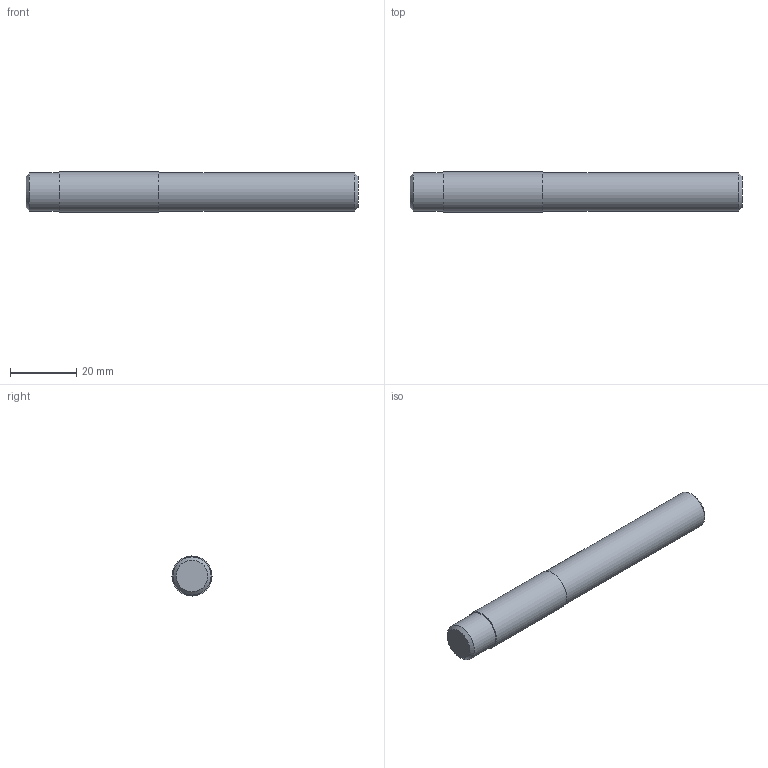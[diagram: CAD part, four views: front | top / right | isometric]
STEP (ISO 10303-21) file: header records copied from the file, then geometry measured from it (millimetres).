
FILE_DESCRIPTION(/* description */ (''),/* implementation_level */ '2;1');
FILE_NAME(/* name */ '23768.stp',/* time_stamp */ '2019-08-19T15:00:24+02:00',/* author */ ('ANTHONY'),/* organization */ (''),/* preprocessor_version */ 'ST-DEVELOPER v17.2',/* originating_system */ 'Autodesk Inventor 2019',/* authorisation */ '');
FILE_SCHEMA (('AUTOMOTIVE_DESIGN { 1 0 10303 214 3 1 1 }'));
Length unit declared in the file: millimetre
Products named in the file (1): 23768
Bounding box: 100 x 12.1 x 12.1 mm (x, y, z)
Volume: 10686.5 mm3; surface area: 3854.4 mm2
Topology: 1 solids, 1 shells, 9 faces, 19 edges, 14 vertices
Faces by surface type: plane 4, cylinder 3, cone 2
Full cylindrical faces by diameter (mm): 11.5 x2, 12.1 x1
Entity records: 300 total; most frequent: DIRECTION 53, CARTESIAN_POINT 43, ORIENTED_EDGE 38, AXIS2_PLACEMENT_3D 24, EDGE_CURVE 19, CIRCLE 14, VERTEX_POINT 14, EDGE_LOOP 11
